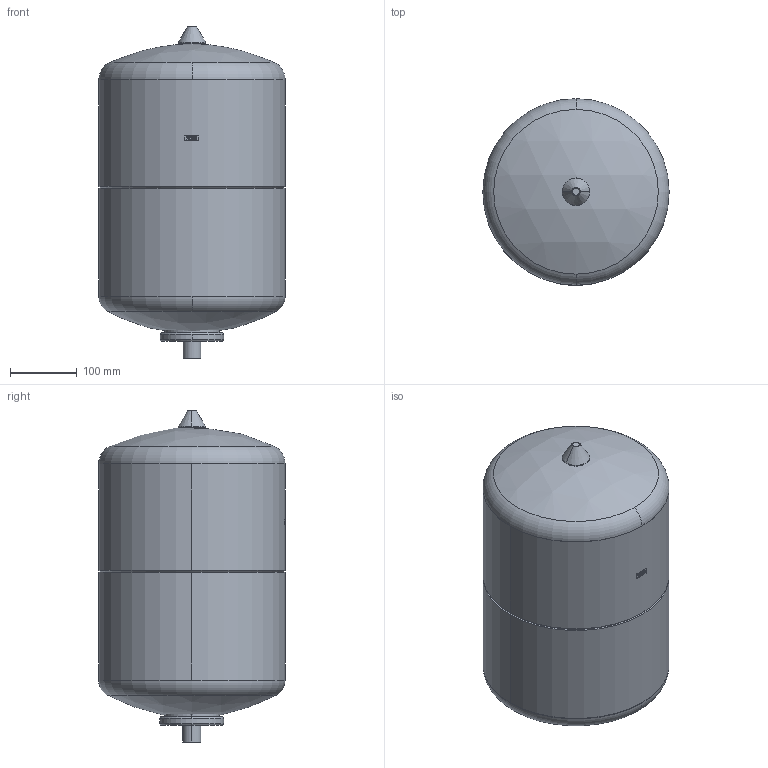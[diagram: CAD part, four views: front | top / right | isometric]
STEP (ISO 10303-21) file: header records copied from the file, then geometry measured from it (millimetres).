
FILE_DESCRIPTION((''),'2;1');
FILE_NAME('3d_DE25_10bar-7304000.stp','2009-12-29T14:04:13',(''),(''),'Mechanical Desktop 2008','Mechanical Desktop 2008',', , ');
FILE_SCHEMA(('CONFIG_CONTROL_DESIGN'));
Length unit declared in the file: millimetre
Products named in the file (1): Product
Bounding box: 280 x 280.32 x 499 mm (x, y, z)
Volume: 24522646.4 mm3; surface area: 723253.6 mm2
Topology: 13 solids, 13 shells, 151 faces, 337 edges, 220 vertices
Faces by surface type: plane 71, cylinder 46, torus 16, cone 10, bspline 6, sphere 2
Entity records: 4559 total; most frequent: CARTESIAN_POINT 973, DIRECTION 790, ORIENTED_EDGE 674, EDGE_CURVE 337, AXIS2_PLACEMENT_3D 307, VERTEX_POINT 219, VECTOR 176, LINE 176
